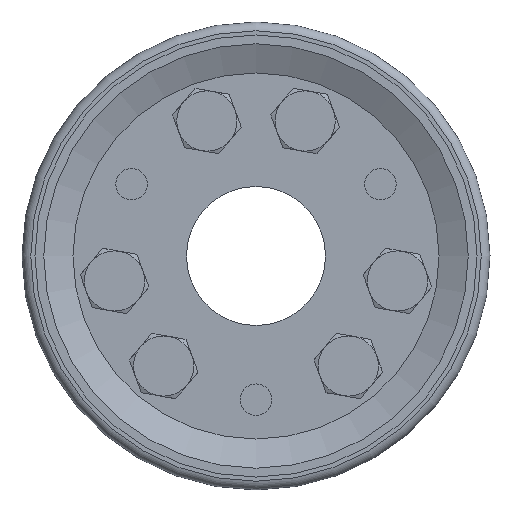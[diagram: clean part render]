
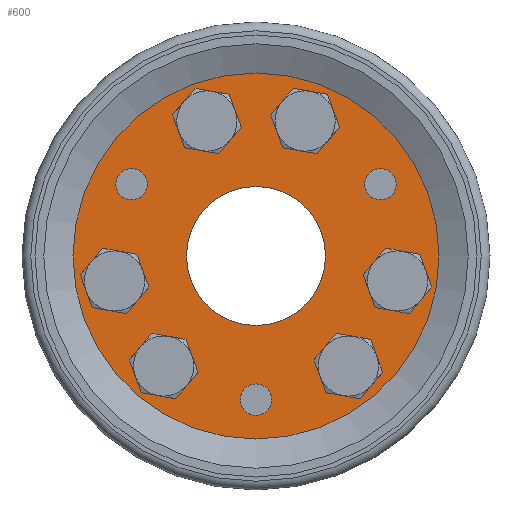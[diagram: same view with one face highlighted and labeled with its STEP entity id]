
A CAD part, left-side view. The second image highlights one B-rep face of the part: STEP entity #600.
In plain terms, the highlighted planar face has unit normal (-1, 0, 0).
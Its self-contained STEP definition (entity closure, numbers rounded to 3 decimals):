
#600 = ADVANCED_FACE( '', ( #1471, #1472, #1473, #1474, #1475, #1476, #1477, #1478, #1479, #1480, #1481 ), #1482, .T. );
#1471 = FACE_BOUND( '', #2710, .T. );
#1472 = FACE_BOUND( '', #2711, .T. );
#1473 = FACE_BOUND( '', #2712, .T. );
#1474 = FACE_OUTER_BOUND( '', #2713, .T. );
#1475 = FACE_BOUND( '', #2714, .T. );
#1476 = FACE_BOUND( '', #2715, .T. );
#1477 = FACE_BOUND( '', #2716, .T. );
#1478 = FACE_BOUND( '', #2717, .T. );
#1479 = FACE_BOUND( '', #2718, .T. );
#1480 = FACE_BOUND( '', #2719, .T. );
#1481 = FACE_BOUND( '', #2720, .T. );
#1482 = PLANE( '', #2721 );
#2710 = EDGE_LOOP( '', ( #4413 ) );
#2711 = EDGE_LOOP( '', ( #4414 ) );
#2712 = EDGE_LOOP( '', ( #4415 ) );
#2713 = EDGE_LOOP( '', ( #4416 ) );
#2714 = EDGE_LOOP( '', ( #4417 ) );
#2715 = EDGE_LOOP( '', ( #4418 ) );
#2716 = EDGE_LOOP( '', ( #4419 ) );
#2717 = EDGE_LOOP( '', ( #4420 ) );
#2718 = EDGE_LOOP( '', ( #4421 ) );
#2719 = EDGE_LOOP( '', ( #4422 ) );
#2720 = EDGE_LOOP( '', ( #4423 ) );
#2721 = AXIS2_PLACEMENT_3D( '', #4424, #4425, #4426 );
#4413 = ORIENTED_EDGE( '', *, *, #6502, .F. );
#4414 = ORIENTED_EDGE( '', *, *, #6503, .F. );
#4415 = ORIENTED_EDGE( '', *, *, #6504, .F. );
#4416 = ORIENTED_EDGE( '', *, *, #6505, .T. );
#4417 = ORIENTED_EDGE( '', *, *, #6506, .F. );
#4418 = ORIENTED_EDGE( '', *, *, #6507, .F. );
#4419 = ORIENTED_EDGE( '', *, *, #6456, .F. );
#4420 = ORIENTED_EDGE( '', *, *, #6508, .F. );
#4421 = ORIENTED_EDGE( '', *, *, #6413, .F. );
#4422 = ORIENTED_EDGE( '', *, *, #6409, .F. );
#4423 = ORIENTED_EDGE( '', *, *, #6509, .T. );
#4424 = CARTESIAN_POINT( '', ( -36.137, 3.933, 10.806 ) );
#4425 = DIRECTION( '', ( -1., 0., 0. ) );
#4426 = DIRECTION( '', ( 0., 0.342, 0.94 ) );
#6409 = EDGE_CURVE( '', #7569, #7569, #7570, .T. );
#6413 = EDGE_CURVE( '', #7575, #7575, #7576, .T. );
#6456 = EDGE_CURVE( '', #7641, #7641, #7642, .T. );
#6502 = EDGE_CURVE( '', #7711, #7711, #7712, .T. );
#6503 = EDGE_CURVE( '', #7713, #7713, #7714, .T. );
#6504 = EDGE_CURVE( '', #7715, #7715, #7716, .T. );
#6505 = EDGE_CURVE( '', #7717, #7717, #7718, .T. );
#6506 = EDGE_CURVE( '', #7719, #7719, #7720, .T. );
#6507 = EDGE_CURVE( '', #7721, #7721, #7722, .T. );
#6508 = EDGE_CURVE( '', #7723, #7723, #7724, .T. );
#6509 = EDGE_CURVE( '', #7725, #7725, #7726, .F. );
#7569 = VERTEX_POINT( '', #9244 );
#7570 = CIRCLE( '', #9245, 5.7 );
#7575 = VERTEX_POINT( '', #9250 );
#7576 = CIRCLE( '', #9251, 5.7 );
#7641 = VERTEX_POINT( '', #9358 );
#7642 = CIRCLE( '', #9359, 5.7 );
#7711 = VERTEX_POINT( '', #9465 );
#7712 = CIRCLE( '', #9466, 3.4 );
#7713 = VERTEX_POINT( '', #9467 );
#7714 = CIRCLE( '', #9468, 3.4 );
#7715 = VERTEX_POINT( '', #9469 );
#7716 = CIRCLE( '', #9470, 3.4 );
#7717 = VERTEX_POINT( '', #9471 );
#7718 = CIRCLE( '', #9472, 39.5 );
#7719 = VERTEX_POINT( '', #9473 );
#7720 = CIRCLE( '', #9474, 5.7 );
#7721 = VERTEX_POINT( '', #9475 );
#7722 = CIRCLE( '', #9476, 5.7 );
#7723 = VERTEX_POINT( '', #9477 );
#7724 = CIRCLE( '', #9478, 5.7 );
#7725 = VERTEX_POINT( '', #9479 );
#7726 = CIRCLE( '', #9480, 15. );
#9244 = CARTESIAN_POINT( '', ( -36.137, -30.529, 0.317 ) );
#9245 = AXIS2_PLACEMENT_3D( '', #10715, #10716, #10717 );
#9250 = CARTESIAN_POINT( '', ( -36.137, 19.926, -18.047 ) );
#9251 = AXIS2_PLACEMENT_3D( '', #10721, #10722, #10723 );
#9358 = CARTESIAN_POINT( '', ( -36.137, -10.603, 34.83 ) );
#9359 = AXIS2_PLACEMENT_3D( '', #10764, #10765, #10766 );
#9465 = CARTESIAN_POINT( '', ( -36.137, 28.01, 18.695 ) );
#9466 = AXIS2_PLACEMENT_3D( '', #10832, #10833, #10834 );
#9467 = CARTESIAN_POINT( '', ( -36.137, 1.163, -27.805 ) );
#9468 = AXIS2_PLACEMENT_3D( '', #10835, #10836, #10837 );
#9469 = CARTESIAN_POINT( '', ( -36.137, -25.684, 18.695 ) );
#9470 = AXIS2_PLACEMENT_3D( '', #10838, #10839, #10840 );
#9471 = CARTESIAN_POINT( '', ( -36.137, 13.51, 37.118 ) );
#9472 = AXIS2_PLACEMENT_3D( '', #10841, #10842, #10843 );
#9473 = CARTESIAN_POINT( '', ( -36.137, -19.926, -18.047 ) );
#9474 = AXIS2_PLACEMENT_3D( '', #10844, #10845, #10846 );
#9475 = CARTESIAN_POINT( '', ( -36.137, 30.529, 0.317 ) );
#9476 = AXIS2_PLACEMENT_3D( '', #10847, #10848, #10849 );
#9477 = CARTESIAN_POINT( '', ( -36.137, 10.603, 34.83 ) );
#9478 = AXIS2_PLACEMENT_3D( '', #10850, #10851, #10852 );
#9479 = CARTESIAN_POINT( '', ( -36.137, 0., 15. ) );
#9480 = AXIS2_PLACEMENT_3D( '', #10853, #10854, #10855 );
#10715 = CARTESIAN_POINT( '', ( -36.137, -30.529, -5.383 ) );
#10716 = DIRECTION( '', ( -1., 0., 0. ) );
#10717 = DIRECTION( '', ( 0., 0., 1. ) );
#10721 = CARTESIAN_POINT( '', ( -36.137, 19.926, -23.747 ) );
#10722 = DIRECTION( '', ( -1., 0., 0. ) );
#10723 = DIRECTION( '', ( 0., 0., 1. ) );
#10764 = CARTESIAN_POINT( '', ( -36.137, -10.603, 29.13 ) );
#10765 = DIRECTION( '', ( -1., 0., 0. ) );
#10766 = DIRECTION( '', ( 0., 0., 1. ) );
#10832 = CARTESIAN_POINT( '', ( -36.137, 26.847, 15.5 ) );
#10833 = DIRECTION( '', ( -1., 0., 0. ) );
#10834 = DIRECTION( '', ( 0., 0.342, 0.94 ) );
#10835 = CARTESIAN_POINT( '', ( -36.137, 0., -31. ) );
#10836 = DIRECTION( '', ( -1., 0., 0. ) );
#10837 = DIRECTION( '', ( 0., 0.342, 0.94 ) );
#10838 = CARTESIAN_POINT( '', ( -36.137, -26.847, 15.5 ) );
#10839 = DIRECTION( '', ( -1., 0., 0. ) );
#10840 = DIRECTION( '', ( 0., 0.342, 0.94 ) );
#10841 = CARTESIAN_POINT( '', ( -36.137, 0., 0. ) );
#10842 = DIRECTION( '', ( -1., 0., 0. ) );
#10843 = DIRECTION( '', ( 0., 0.342, 0.94 ) );
#10844 = CARTESIAN_POINT( '', ( -36.137, -19.926, -23.747 ) );
#10845 = DIRECTION( '', ( -1., 0., 0. ) );
#10846 = DIRECTION( '', ( 0., 0., 1. ) );
#10847 = CARTESIAN_POINT( '', ( -36.137, 30.529, -5.383 ) );
#10848 = DIRECTION( '', ( -1., 0., 0. ) );
#10849 = DIRECTION( '', ( 0., 0., 1. ) );
#10850 = CARTESIAN_POINT( '', ( -36.137, 10.603, 29.13 ) );
#10851 = DIRECTION( '', ( -1., 0., 0. ) );
#10852 = DIRECTION( '', ( 0., 0., 1. ) );
#10853 = CARTESIAN_POINT( '', ( -36.137, 0., 0. ) );
#10854 = DIRECTION( '', ( -1., 0., 0. ) );
#10855 = DIRECTION( '', ( 0., 0., 1. ) );
